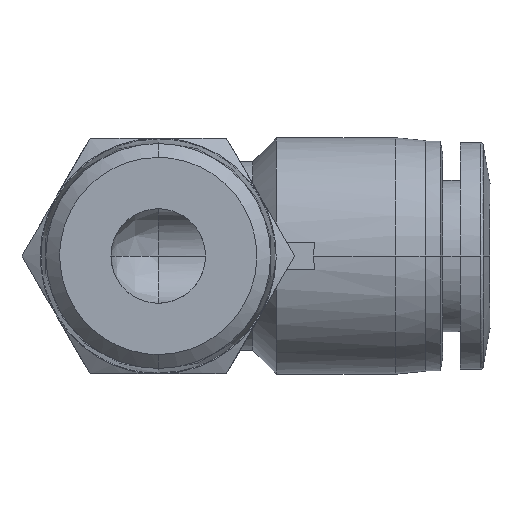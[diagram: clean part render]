
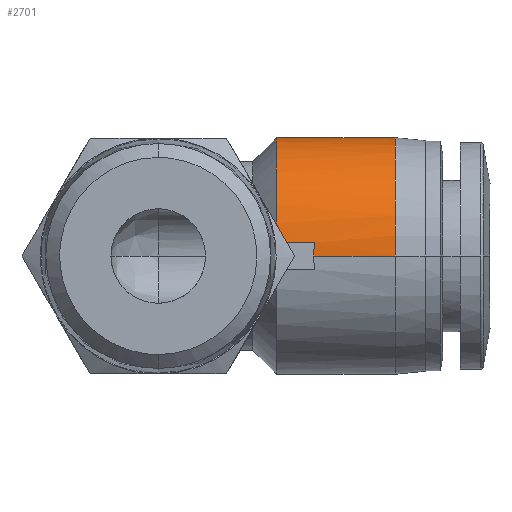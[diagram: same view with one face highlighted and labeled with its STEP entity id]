
A CAD part, front view. The second image highlights one B-rep face of the part: STEP entity #2701.
In plain terms, the highlighted cylindrical face has radius 8.75 mm (diameter 17.5 mm), a partial arc.
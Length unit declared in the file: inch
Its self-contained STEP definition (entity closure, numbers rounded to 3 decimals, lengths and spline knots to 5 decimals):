
#90 = DIRECTION ( 'NONE',  ( -1., 0., 0. ) ) ;
#179 = DIRECTION ( 'NONE',  ( 0., 1., 0. ) ) ;
#390 = CARTESIAN_POINT ( 'NONE',  ( 0.36376, 0.26801, 0.03937 ) ) ;
#473 = ORIENTED_EDGE ( 'NONE', *, *, #3343, .F. ) ;
#523 = CYLINDRICAL_SURFACE ( 'NONE', #994, 0.34449 ) ;
#601 = CARTESIAN_POINT ( 'NONE',  ( 0.45275, 0.26574, 0.01312 ) ) ;
#660 = DIRECTION ( 'NONE',  ( 0., 1., 0. ) ) ;
#667 = LINE ( 'NONE', #1771, #3988 ) ;
#815 = LINE ( 'NONE', #3674, #5011 ) ;
#828 = DIRECTION ( 'NONE',  ( -1., 0., 0. ) ) ;
#900 = EDGE_CURVE ( 'NONE', #1874, #3598, #3130, .T. ) ;
#993 = CARTESIAN_POINT ( 'NONE',  ( 0.34449, 0.61024, 0. ) ) ;
#994 = AXIS2_PLACEMENT_3D ( 'NONE', #4114, #1105, #660 ) ;
#1105 = DIRECTION ( 'NONE',  ( 1., 0., 0. ) ) ;
#1121 = CARTESIAN_POINT ( 'NONE',  ( 0.34449, 0.95472, 0. ) ) ;
#1172 = CARTESIAN_POINT ( 'NONE',  ( 0.69094, 0.26575, 0. ) ) ;
#1297 = CARTESIAN_POINT ( 'NONE',  ( 0.69094, 0.95472, 0. ) ) ;
#1306 = VERTEX_POINT ( 'NONE', #1297 ) ;
#1618 = CARTESIAN_POINT ( 'NONE',  ( 0.45501, 0.26801, 0.03937 ) ) ;
#1638 = EDGE_CURVE ( 'NONE', #3537, #2778, #2271, .T. ) ;
#1725 = FACE_OUTER_BOUND ( 'NONE', #3038, .T. ) ;
#1734 = EDGE_CURVE ( 'NONE', #3537, #1957, #815, .T. ) ;
#1771 = CARTESIAN_POINT ( 'NONE',  ( 0.51772, 0.95472, 0. ) ) ;
#1814 = EDGE_CURVE ( 'NONE', #2778, #1874, #4714, .T. ) ;
#1874 = VERTEX_POINT ( 'NONE', #2375 ) ;
#1957 = VERTEX_POINT ( 'NONE', #1172 ) ;
#2271 = B_SPLINE_CURVE_WITH_KNOTS ( 'NONE', 3,
 ( #4953, #601, #3652, #5422 ),
 .UNSPECIFIED., .F., .F.,
 ( 4, 4 ),
 ( 0.5, 1. ),
 .UNSPECIFIED. ) ;
#2329 = CARTESIAN_POINT ( 'NONE',  ( 0.69094, 0.61024, 0. ) ) ;
#2374 = ORIENTED_EDGE ( 'NONE', *, *, #1638, .F. ) ;
#2375 = CARTESIAN_POINT ( 'NONE',  ( 0.34449, 0.26801, 0.03937 ) ) ;
#2492 = AXIS2_PLACEMENT_3D ( 'NONE', #993, #90, #179 ) ;
#2701 = ADVANCED_FACE ( 'NONE', ( #1725 ), #523, .T. ) ;
#2757 = DIRECTION ( 'NONE',  ( 0., 1., 0. ) ) ;
#2778 = VERTEX_POINT ( 'NONE', #1618 ) ;
#3038 = EDGE_LOOP ( 'NONE', ( #2374, #5014, #4464, #473, #5507, #4137 ) ) ;
#3121 = AXIS2_PLACEMENT_3D ( 'NONE', #2329, #5329, #2757 ) ;
#3130 = CIRCLE ( 'NONE', #2492, 0.34449 ) ;
#3343 = EDGE_CURVE ( 'NONE', #3598, #1306, #667, .T. ) ;
#3537 = VERTEX_POINT ( 'NONE', #3629 ) ;
#3598 = VERTEX_POINT ( 'NONE', #1121 ) ;
#3629 = CARTESIAN_POINT ( 'NONE',  ( 0.45275, 0.26574, 0. ) ) ;
#3652 = CARTESIAN_POINT ( 'NONE',  ( 0.4535, 0.2665, 0.02625 ) ) ;
#3674 = CARTESIAN_POINT ( 'NONE',  ( 0.51772, 0.26575, 0. ) ) ;
#3884 = CIRCLE ( 'NONE', #3121, 0.34449 ) ;
#3988 = VECTOR ( 'NONE', #4747, 39.37008 ) ;
#4107 = DIRECTION ( 'NONE',  ( 1., 0., 0. ) ) ;
#4114 = CARTESIAN_POINT ( 'NONE',  ( 0.51772, 0.61024, 0. ) ) ;
#4137 = ORIENTED_EDGE ( 'NONE', *, *, #1814, .F. ) ;
#4304 = VECTOR ( 'NONE', #828, 39.37008 ) ;
#4464 = ORIENTED_EDGE ( 'NONE', *, *, #5191, .T. ) ;
#4714 = LINE ( 'NONE', #390, #4304 ) ;
#4747 = DIRECTION ( 'NONE',  ( 1., 0., 0. ) ) ;
#4953 = CARTESIAN_POINT ( 'NONE',  ( 0.45275, 0.26574, 0. ) ) ;
#5011 = VECTOR ( 'NONE', #4107, 39.37008 ) ;
#5014 = ORIENTED_EDGE ( 'NONE', *, *, #1734, .T. ) ;
#5191 = EDGE_CURVE ( 'NONE', #1957, #1306, #3884, .T. ) ;
#5329 = DIRECTION ( 'NONE',  ( -1., 0., 0. ) ) ;
#5422 = CARTESIAN_POINT ( 'NONE',  ( 0.45501, 0.26801, 0.03937 ) ) ;
#5507 = ORIENTED_EDGE ( 'NONE', *, *, #900, .F. ) ;
